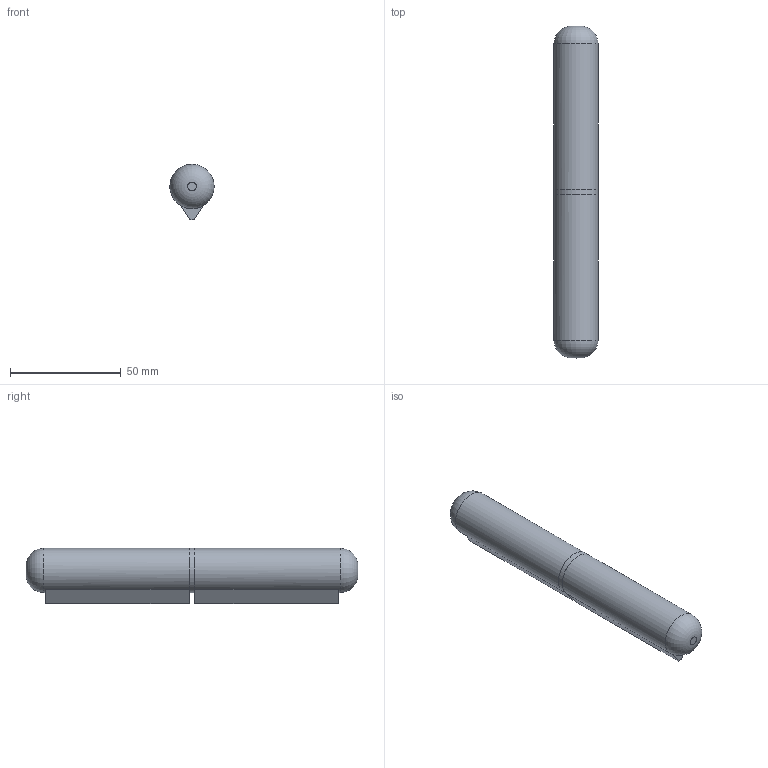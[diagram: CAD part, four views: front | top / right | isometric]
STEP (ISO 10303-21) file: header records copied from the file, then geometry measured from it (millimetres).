
FILE_DESCRIPTION (( 'STEP AP203' ), '1' );
FILE_NAME ('56501-240.step', '2021-11-26T08:38:24', ( '' ), ( '' ), 'SwSTEP 2.0', 'SolidWorks 2018', '' );
FILE_SCHEMA (( 'CONFIG_CONTROL_DESIGN' ));
Length unit declared in the file: millimetre
Products named in the file (7): 56501-240 Teil1; 56501-240; 56501-240 Teil2; 56501-240 Teil3
Assembly tree (3 placements, depth 2):
  56501-240 Teil1
  56501-240
    56501-240 Teil2
    56501-240 Teil3
    56501-240 Teil1
  56501-240 Teil2
  56501-240 Teil3
Bounding box: 20 x 150 x 25 mm (x, y, z)
Volume: 50601.8 mm3; surface area: 14526.4 mm2
Topology: 3 solids, 3 shells, 244 faces, 633 edges, 421 vertices
Faces by surface type: plane 138, bspline 97, cylinder 6, torus 3
Full cylindrical faces by diameter (mm): 13 x1, 13.2 x1, 13.4 x1, 20 x3
Entity records: 13437 total; most frequent: CARTESIAN_POINT 7517, ORIENTED_EDGE 1244, DIRECTION 753, EDGE_CURVE 622, VERTEX_POINT 419, LINE 411, VECTOR 411, EDGE_LOOP 281
